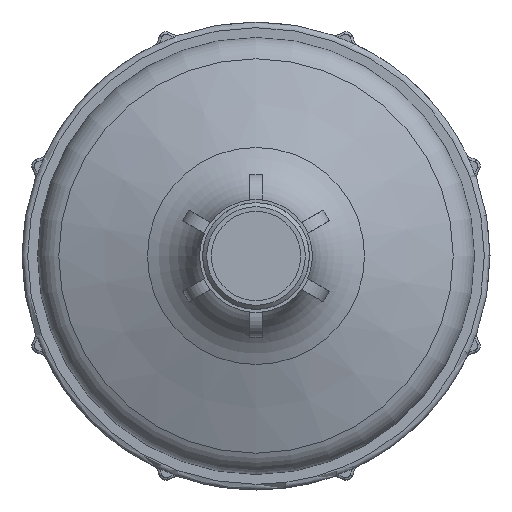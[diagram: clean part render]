
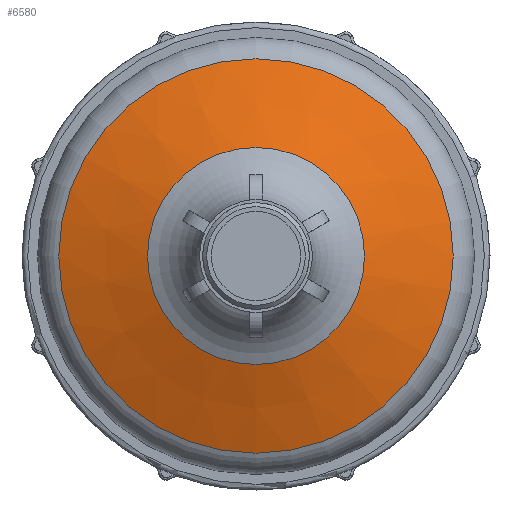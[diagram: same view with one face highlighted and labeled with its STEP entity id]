
A CAD part, front view. The second image highlights one B-rep face of the part: STEP entity #6580.
In plain terms, the highlighted conical face has half-angle 70 degrees and reference radius 18.849 mm.
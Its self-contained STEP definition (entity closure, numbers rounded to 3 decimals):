
#147=CONICAL_SURFACE('',#7228,18.849,1.222);
#496=LINE('',#14177,#800);
#800=VECTOR('',#8794,18.849);
#1807=FACE_OUTER_BOUND('',#2190,.T.);
#2190=EDGE_LOOP('',(#5997,#5998,#5999,#6000,#6001,#6002,#6003,#6004));
#2561=CIRCLE('',#7208,13.38);
#2562=CIRCLE('',#7209,13.38);
#2563=CIRCLE('',#7210,13.38);
#2574=CIRCLE('',#7229,24.318);
#2575=CIRCLE('',#7230,24.318);
#2576=CIRCLE('',#7231,24.318);
#3182=VERTEX_POINT('',#14100);
#3183=VERTEX_POINT('',#14102);
#3184=VERTEX_POINT('',#14104);
#3195=VERTEX_POINT('',#14172);
#3196=VERTEX_POINT('',#14173);
#3197=VERTEX_POINT('',#14175);
#4114=EDGE_CURVE('',#3183,#3182,#2561,.T.);
#4115=EDGE_CURVE('',#3184,#3183,#2562,.T.);
#4116=EDGE_CURVE('',#3182,#3184,#2563,.T.);
#4137=EDGE_CURVE('',#3195,#3196,#2574,.T.);
#4138=EDGE_CURVE('',#3197,#3195,#2575,.T.);
#4139=EDGE_CURVE('',#3197,#3184,#496,.T.);
#4140=EDGE_CURVE('',#3196,#3197,#2576,.T.);
#5997=ORIENTED_EDGE('',*,*,#4137,.F.);
#5998=ORIENTED_EDGE('',*,*,#4138,.F.);
#5999=ORIENTED_EDGE('',*,*,#4139,.T.);
#6000=ORIENTED_EDGE('',*,*,#4115,.T.);
#6001=ORIENTED_EDGE('',*,*,#4114,.T.);
#6002=ORIENTED_EDGE('',*,*,#4116,.T.);
#6003=ORIENTED_EDGE('',*,*,#4139,.F.);
#6004=ORIENTED_EDGE('',*,*,#4140,.F.);
#6580=ADVANCED_FACE('',(#1807),#147,.T.);
#7208=AXIS2_PLACEMENT_3D('',#14103,#8741,#8742);
#7209=AXIS2_PLACEMENT_3D('',#14105,#8743,#8744);
#7210=AXIS2_PLACEMENT_3D('',#14106,#8745,#8746);
#7228=AXIS2_PLACEMENT_3D('',#14171,#8788,#8789);
#7229=AXIS2_PLACEMENT_3D('',#14174,#8790,#8791);
#7230=AXIS2_PLACEMENT_3D('',#14176,#8792,#8793);
#7231=AXIS2_PLACEMENT_3D('',#14178,#8795,#8796);
#8741=DIRECTION('center_axis',(0.,1.,0.));
#8742=DIRECTION('ref_axis',(0.,0.,-1.));
#8743=DIRECTION('center_axis',(0.,1.,0.));
#8744=DIRECTION('ref_axis',(0.,0.,-1.));
#8745=DIRECTION('center_axis',(0.,1.,0.));
#8746=DIRECTION('ref_axis',(0.,0.,-1.));
#8788=DIRECTION('center_axis',(0.,1.,0.));
#8789=DIRECTION('ref_axis',(0.,0.,-1.));
#8790=DIRECTION('center_axis',(0.,1.,0.));
#8791=DIRECTION('ref_axis',(0.,0.,-1.));
#8792=DIRECTION('center_axis',(0.,1.,0.));
#8793=DIRECTION('ref_axis',(0.,0.,-1.));
#8794=DIRECTION('',(0.,-0.342,-0.94));
#8795=DIRECTION('center_axis',(0.,1.,0.));
#8796=DIRECTION('ref_axis',(0.,0.,-1.));
#14100=CARTESIAN_POINT('',(-13.38,-30.653,0.));
#14102=CARTESIAN_POINT('',(0.,-30.653,-13.38));
#14103=CARTESIAN_POINT('Origin',(0.,-30.653,
0.));
#14104=CARTESIAN_POINT('',(0.,-30.653,13.38));
#14105=CARTESIAN_POINT('Origin',(0.,-30.653,
0.));
#14106=CARTESIAN_POINT('Origin',(0.,-30.653,
0.));
#14171=CARTESIAN_POINT('Origin',(0.,-28.662,
0.));
#14172=CARTESIAN_POINT('',(0.,-26.672,-24.318));
#14173=CARTESIAN_POINT('',(-24.318,-26.672,0.));
#14174=CARTESIAN_POINT('Origin',(0.,-26.672,
0.));
#14175=CARTESIAN_POINT('',(0.,-26.672,24.318));
#14176=CARTESIAN_POINT('Origin',(0.,-26.672,
0.));
#14177=CARTESIAN_POINT('',(0.,-28.662,18.849));
#14178=CARTESIAN_POINT('Origin',(0.,-26.672,
0.));
